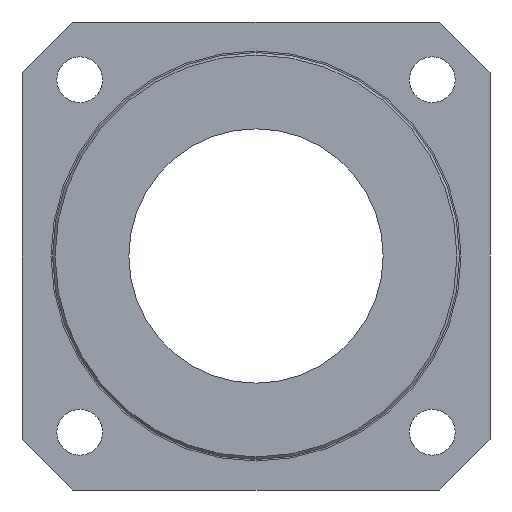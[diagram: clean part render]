
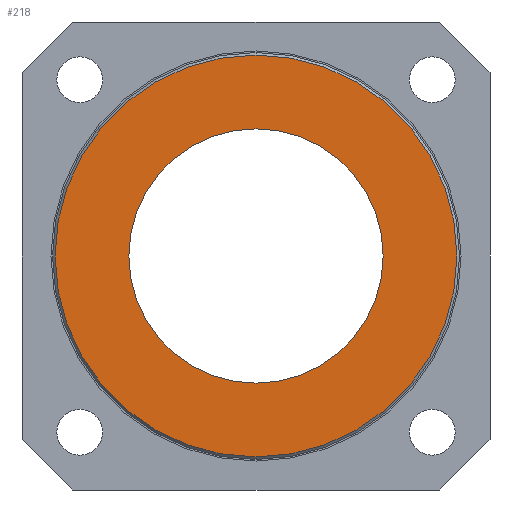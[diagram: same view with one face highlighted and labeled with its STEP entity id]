
A CAD part, left-side view. The second image highlights one B-rep face of the part: STEP entity #218.
In plain terms, the highlighted planar face has unit normal (-1, 0, 0).
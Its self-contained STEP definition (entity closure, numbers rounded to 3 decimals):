
#53 = EDGE_CURVE ( 'NONE', #894, #870, #672, .T. ) ;
#54 = EDGE_CURVE ( 'NONE', #906, #886, #669, .T. ) ;
#96 = AXIS2_PLACEMENT_3D ( 'NONE', #506, #553, #577 ) ;
#98 = AXIS2_PLACEMENT_3D ( 'NONE', #653, #628, #457 ) ;
#120 = AXIS2_PLACEMENT_3D ( 'NONE', #606, #556, #526 ) ;
#174 = AXIS2_PLACEMENT_3D ( 'NONE', #1443, #1445, #1446 ) ;
#180 = AXIS2_PLACEMENT_3D ( 'NONE', #1473, #1476, #1477 ) ;
#218 = ADVANCED_FACE ( 'NONE', ( #828, #813 ), #601, .F. ) ;
#325 = CIRCLE ( 'NONE', #174, 39.5 ) ;
#345 = CIRCLE ( 'NONE', #180, 25. ) ;
#430 = EDGE_CURVE ( 'NONE', #886, #906, #325, .T. ) ;
#442 = EDGE_CURVE ( 'NONE', #870, #894, #345, .T. ) ;
#457 = DIRECTION ( 'NONE',  ( 0., 0., -1. ) ) ;
#506 = CARTESIAN_POINT ( 'NONE',  ( -13., 0., 0. ) ) ;
#526 = DIRECTION ( 'NONE',  ( 0., 0., -1. ) ) ;
#553 = DIRECTION ( 'NONE',  ( -1., 0., 0. ) ) ;
#556 = DIRECTION ( 'NONE',  ( 1., 0., 0. ) ) ;
#577 = DIRECTION ( 'NONE',  ( 0., 0., -1. ) ) ;
#601 = PLANE ( 'NONE',  #120 ) ;
#606 = CARTESIAN_POINT ( 'NONE',  ( -13., 0., 0. ) ) ;
#628 = DIRECTION ( 'NONE',  ( -1., 0., 0. ) ) ;
#653 = CARTESIAN_POINT ( 'NONE',  ( -13., 0., 0. ) ) ;
#669 = CIRCLE ( 'NONE', #98, 39.5 ) ;
#672 = CIRCLE ( 'NONE', #96, 25. ) ;
#813 = FACE_BOUND ( 'NONE', #981, .T. ) ;
#828 = FACE_OUTER_BOUND ( 'NONE', #962, .T. ) ;
#870 = VERTEX_POINT ( 'NONE', #1502 ) ;
#886 = VERTEX_POINT ( 'NONE', #1517 ) ;
#894 = VERTEX_POINT ( 'NONE', #1524 ) ;
#906 = VERTEX_POINT ( 'NONE', #1536 ) ;
#962 = EDGE_LOOP ( 'NONE', ( #1052, #1077 ) ) ;
#981 = EDGE_LOOP ( 'NONE', ( #1070, #1069 ) ) ;
#1052 = ORIENTED_EDGE ( 'NONE', *, *, #54, .T. ) ;
#1069 = ORIENTED_EDGE ( 'NONE', *, *, #53, .F. ) ;
#1070 = ORIENTED_EDGE ( 'NONE', *, *, #442, .F. ) ;
#1077 = ORIENTED_EDGE ( 'NONE', *, *, #430, .T. ) ;
#1443 = CARTESIAN_POINT ( 'NONE',  ( -13., 0., 0. ) ) ;
#1445 = DIRECTION ( 'NONE',  ( -1., 0., 0. ) ) ;
#1446 = DIRECTION ( 'NONE',  ( 0., 0., -1. ) ) ;
#1473 = CARTESIAN_POINT ( 'NONE',  ( -13., 0., 0. ) ) ;
#1476 = DIRECTION ( 'NONE',  ( -1., 0., 0. ) ) ;
#1477 = DIRECTION ( 'NONE',  ( 0., 0., -1. ) ) ;
#1502 = CARTESIAN_POINT ( 'NONE',  ( -13., 0., -25. ) ) ;
#1517 = CARTESIAN_POINT ( 'NONE',  ( -13., 0., 39.5 ) ) ;
#1524 = CARTESIAN_POINT ( 'NONE',  ( -13., 0., 25. ) ) ;
#1536 = CARTESIAN_POINT ( 'NONE',  ( -13., 0., -39.5 ) ) ;
